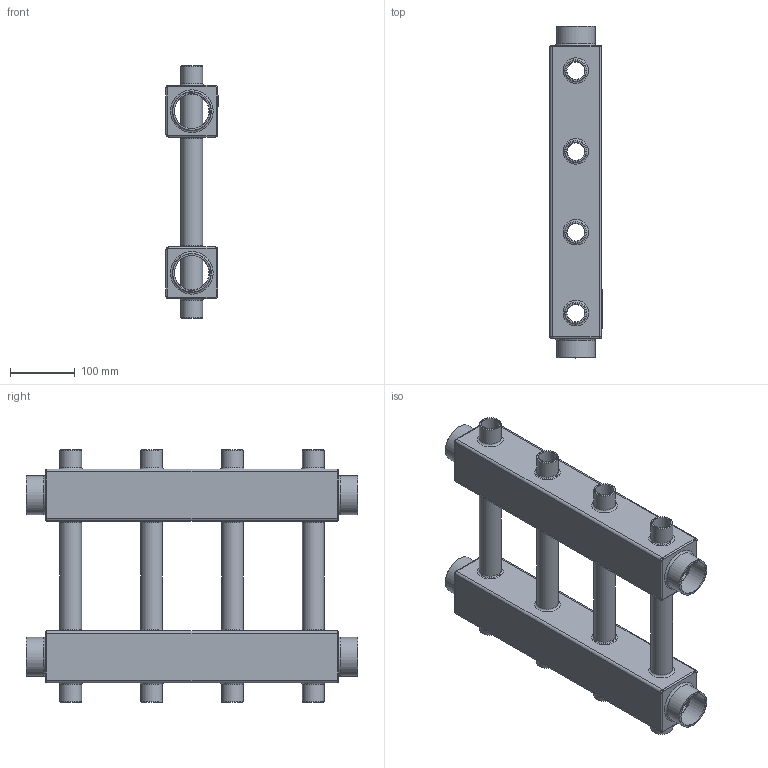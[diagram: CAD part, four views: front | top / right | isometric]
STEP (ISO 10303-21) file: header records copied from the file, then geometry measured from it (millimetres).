
FILE_DESCRIPTION(('STEP AP203'), '1');
FILE_NAME('MKSS-250-4DU.00', '', ('UNSPECIFIED'), ('UNSPECIFIED'), 'ASCON STEP Converter 1.6', 'ASCON Math Kernel', '');
FILE_SCHEMA(('CONFIG_CONTROL_DESIGN'));
Length unit declared in the file: millimetre
Bounding box: 80.55 x 513 x 390 mm (x, y, z)
Volume: 995137.9 mm3; surface area: 841373 mm2
Topology: 1 solids, 1 shells, 488 faces, 1232 edges, 796 vertices
Faces by surface type: bspline 171, plane 144, cylinder 89, cone 48, torus 36
Full cylindrical faces by diameter (mm): 27.5 x8, 30 x8, 33.5 x16, 34 x8, 53 x4, 57 x4, 60 x4
Entity records: 22124 total; most frequent: CARTESIAN_POINT 8074, ORIENTED_EDGE 2224, DIRECTION 1548, EDGE_CURVE 1112, VERTEX_POINT 796, EDGE_LOOP 692, AXIS2_PLACEMENT_3D 602, FACE_BOUND 500
